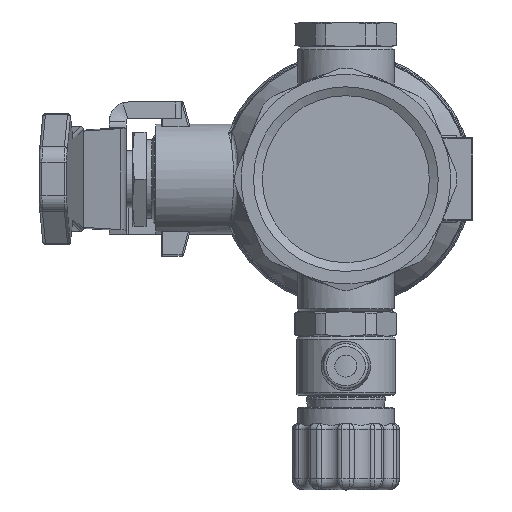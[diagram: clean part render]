
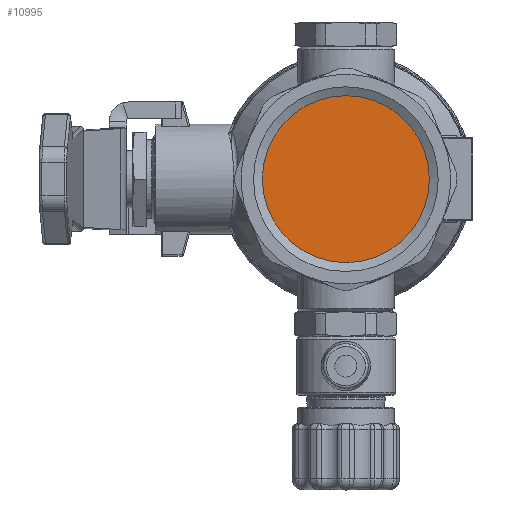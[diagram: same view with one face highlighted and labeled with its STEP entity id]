
A CAD part, left-side view. The second image highlights one B-rep face of the part: STEP entity #10995.
In plain terms, the highlighted planar face has unit normal (-1, 0, 0).
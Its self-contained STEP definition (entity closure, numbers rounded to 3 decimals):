
#1599 = FACE_OUTER_BOUND ( 'NONE', #40648, .T. ) ;
#2142 = DIRECTION ( 'NONE',  ( 1., 0., 0. ) ) ;
#10995 = ADVANCED_FACE ( 'NONE', ( #1599 ), #14531, .T. ) ;
#11210 = CARTESIAN_POINT ( 'NONE',  ( -37.347, 0., 0. ) ) ;
#14531 = PLANE ( 'NONE',  #25588 ) ;
#17456 = ORIENTED_EDGE ( 'NONE', *, *, #24998, .F. ) ;
#23354 = VERTEX_POINT ( 'NONE', #26097 ) ;
#24636 = CIRCLE ( 'NONE', #38013, 15.145 ) ;
#24998 = EDGE_CURVE ( 'NONE', #23354, #23354, #24636, .T. ) ;
#25588 = AXIS2_PLACEMENT_3D ( 'NONE', #11210, #36734, #33188 ) ;
#26097 = CARTESIAN_POINT ( 'NONE',  ( -37.347, 15.145, 0. ) ) ;
#30590 = CARTESIAN_POINT ( 'NONE',  ( -37.347, 0., 0. ) ) ;
#33188 = DIRECTION ( 'NONE',  ( 0., 0., 1. ) ) ;
#36734 = DIRECTION ( 'NONE',  ( -1., 0., 0. ) ) ;
#37054 = DIRECTION ( 'NONE',  ( 0., 1., 0. ) ) ;
#38013 = AXIS2_PLACEMENT_3D ( 'NONE', #30590, #2142, #37054 ) ;
#40648 = EDGE_LOOP ( 'NONE', ( #17456 ) ) ;
